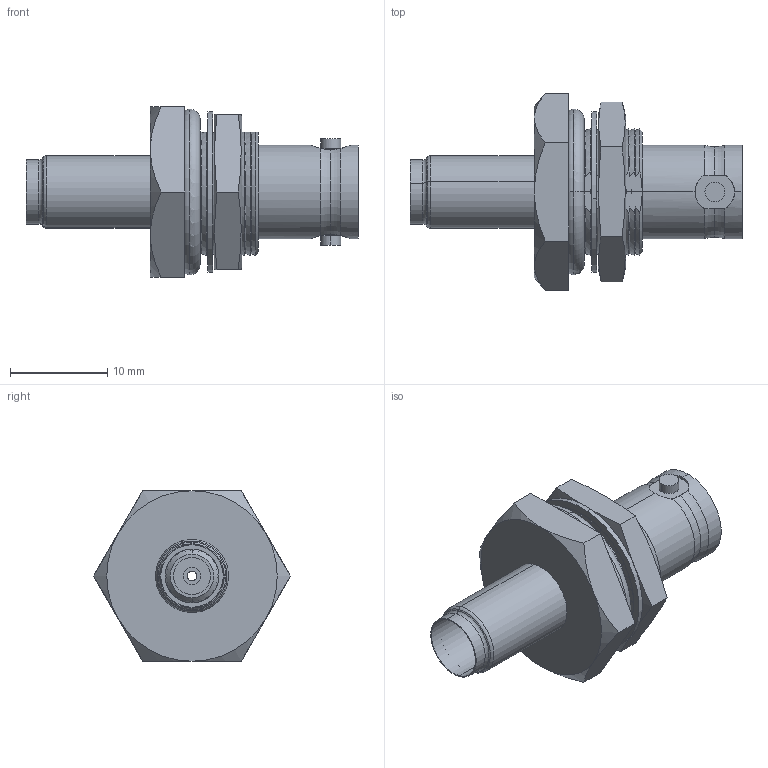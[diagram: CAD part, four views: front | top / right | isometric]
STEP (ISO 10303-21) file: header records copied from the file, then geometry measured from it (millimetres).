
FILE_DESCRIPTION (( 'STEP AP214' ), '1' );
FILE_NAME ('LCCN45944_3D.step', '2023-05-09T22:29:33', ( '' ), ( '' ), 'SwSTEP 2.0', 'SolidWorks 2022', '' );
FILE_SCHEMA (( 'AUTOMOTIVE_DESIGN' ));
Length unit declared in the file: millimetre
Products named in the file (6): LCCN45944-MA4^LCCN45944; LCCN45944-MA3^LCCN45944; LCCN45944^LCCN45944; LCCN45944-MA1^LCCN45944; LCCN45944-MA2^LCCN45944; LCCN45944_3D
Assembly tree (5 placements, depth 2):
  LCCN45944_3D
    LCCN45944^LCCN45944
    LCCN45944-MA1^LCCN45944
    LCCN45944-MA2^LCCN45944
    LCCN45944-MA3^LCCN45944
    LCCN45944-MA4^LCCN45944
Bounding box: 34.08 x 20.21 x 17.5 mm (x, y, z)
Volume: 2827.4 mm3; surface area: 4397.8 mm2
Topology: 6 solids, 6 shells, 845 faces, 1932 edges, 1139 vertices
Faces by surface type: bspline 324, plane 243, cylinder 149, cone 113, torus 16
Entity records: 29148 total; most frequent: CARTESIAN_POINT 12668, ORIENTED_EDGE 3864, DIRECTION 2423, EDGE_CURVE 1932, VERTEX_POINT 1139, AXIS2_PLACEMENT_3D 943, EDGE_LOOP 897, FACE_OUTER_BOUND 845
